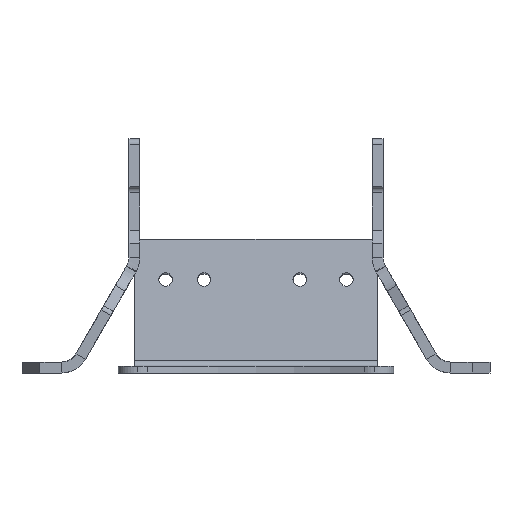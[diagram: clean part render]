
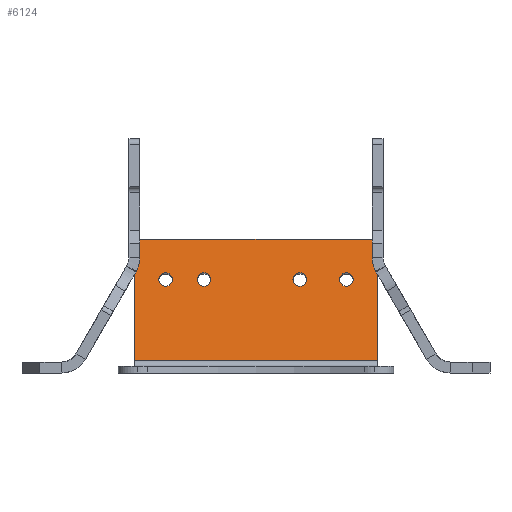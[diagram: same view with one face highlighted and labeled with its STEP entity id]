
A CAD part, left-side view. The second image highlights one B-rep face of the part: STEP entity #6124.
In plain terms, the highlighted planar face has unit normal (-0.985, 0, 0.174).
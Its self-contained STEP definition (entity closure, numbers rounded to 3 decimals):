
#85 = CARTESIAN_POINT ( 'NONE',  ( 116.171, 107.91, 34.11 ) ) ;
#106 = EDGE_CURVE ( 'NONE', #1196, #4824, #2735, .T. ) ;
#148 = FACE_BOUND ( 'NONE', #3715, .T. ) ;
#154 = EDGE_CURVE ( 'NONE', #2036, #5129, #191, .T. ) ;
#157 = CARTESIAN_POINT ( 'NONE',  ( 110.962, 44.41, 4.566 ) ) ;
#191 = CIRCLE ( 'NONE', #1014, 2.5 ) ;
#216 = DIRECTION ( 'NONE',  ( 0.985, 0., -0.174 ) ) ;
#312 = CARTESIAN_POINT ( 'NONE',  ( 118.776, 133.41, 48.882 ) ) ;
#319 = DIRECTION ( 'NONE',  ( -0.174, 0., -0.985 ) ) ;
#387 = CARTESIAN_POINT ( 'NONE',  ( 116.606, 72.91, 36.572 ) ) ;
#441 = AXIS2_PLACEMENT_3D ( 'NONE', #1803, #4654, #3740 ) ;
#513 = CARTESIAN_POINT ( 'NONE',  ( 116.171, 121.91, 34.11 ) ) ;
#561 = CIRCLE ( 'NONE', #3448, 2.5 ) ;
#565 = CIRCLE ( 'NONE', #2442, 2.5 ) ;
#615 = EDGE_CURVE ( 'NONE', #1471, #1064, #2398, .T. ) ;
#667 = VERTEX_POINT ( 'NONE', #820 ) ;
#759 = DIRECTION ( 'NONE',  ( -0.174, 0., -0.985 ) ) ;
#762 = DIRECTION ( 'NONE',  ( -0.174, 0., -0.985 ) ) ;
#766 = AXIS2_PLACEMENT_3D ( 'NONE', #85, #2939, #3905 ) ;
#783 = CARTESIAN_POINT ( 'NONE',  ( 118.776, 44.41, 48.882 ) ) ;
#805 = CARTESIAN_POINT ( 'NONE',  ( 116.171, 55.91, 34.11 ) ) ;
#820 = CARTESIAN_POINT ( 'NONE',  ( 118.776, 46.91, 48.882 ) ) ;
#864 = EDGE_LOOP ( 'NONE', ( #1890, #4578 ) ) ;
#905 = CARTESIAN_POINT ( 'NONE',  ( 116.606, 107.91, 36.572 ) ) ;
#997 = ORIENTED_EDGE ( 'NONE', *, *, #615, .T. ) ;
#1014 = AXIS2_PLACEMENT_3D ( 'NONE', #805, #3659, #319 ) ;
#1064 = VERTEX_POINT ( 'NONE', #157 ) ;
#1104 = CARTESIAN_POINT ( 'NONE',  ( 116.606, 55.91, 36.572 ) ) ;
#1113 = FACE_OUTER_BOUND ( 'NONE', #4079, .T. ) ;
#1114 = DIRECTION ( 'NONE',  ( 0.985, 0., -0.174 ) ) ;
#1159 = DIRECTION ( 'NONE',  ( -0.985, 0., 0.174 ) ) ;
#1176 = VERTEX_POINT ( 'NONE', #5075 ) ;
#1183 = EDGE_CURVE ( 'NONE', #2921, #1064, #1208, .T. ) ;
#1196 = VERTEX_POINT ( 'NONE', #387 ) ;
#1208 = LINE ( 'NONE', #783, #3593 ) ;
#1244 = CARTESIAN_POINT ( 'NONE',  ( 116.171, 72.91, 34.11 ) ) ;
#1268 = CIRCLE ( 'NONE', #5163, 2.5 ) ;
#1273 = ORIENTED_EDGE ( 'NONE', *, *, #3259, .T. ) ;
#1471 = VERTEX_POINT ( 'NONE', #4872 ) ;
#1474 = CARTESIAN_POINT ( 'NONE',  ( 116.606, 121.91, 36.572 ) ) ;
#1565 = FACE_BOUND ( 'NONE', #1687, .T. ) ;
#1594 = DIRECTION ( 'NONE',  ( -0.174, 0., -0.985 ) ) ;
#1596 = CARTESIAN_POINT ( 'NONE',  ( 118.342, 44.41, 46.42 ) ) ;
#1600 = VERTEX_POINT ( 'NONE', #3427 ) ;
#1618 = CARTESIAN_POINT ( 'NONE',  ( 118.776, 133.41, 48.882 ) ) ;
#1657 = AXIS2_PLACEMENT_3D ( 'NONE', #1244, #4092, #759 ) ;
#1687 = EDGE_LOOP ( 'NONE', ( #5498, #1273 ) ) ;
#1709 = EDGE_CURVE ( 'NONE', #2921, #667, #6123, .T. ) ;
#1775 = VECTOR ( 'NONE', #2483, 1000. ) ;
#1803 = CARTESIAN_POINT ( 'NONE',  ( 116.171, 55.91, 34.11 ) ) ;
#1864 = ORIENTED_EDGE ( 'NONE', *, *, #154, .T. ) ;
#1883 = EDGE_CURVE ( 'NONE', #5459, #667, #3077, .T. ) ;
#1890 = ORIENTED_EDGE ( 'NONE', *, *, #2399, .T. ) ;
#1964 = EDGE_CURVE ( 'NONE', #1176, #4547, #3222, .T. ) ;
#2036 = VERTEX_POINT ( 'NONE', #1104 ) ;
#2069 = ORIENTED_EDGE ( 'NONE', *, *, #1183, .F. ) ;
#2112 = DIRECTION ( 'NONE',  ( -0.174, 0., -0.985 ) ) ;
#2236 = DIRECTION ( 'NONE',  ( 0.985, 0., -0.174 ) ) ;
#2293 = ORIENTED_EDGE ( 'NONE', *, *, #1964, .T. ) ;
#2367 = DIRECTION ( 'NONE',  ( -0.985, 0., 0.174 ) ) ;
#2398 = LINE ( 'NONE', #5487, #2546 ) ;
#2399 = EDGE_CURVE ( 'NONE', #4824, #1196, #561, .T. ) ;
#2442 = AXIS2_PLACEMENT_3D ( 'NONE', #513, #1114, #1594 ) ;
#2483 = DIRECTION ( 'NONE',  ( -0.174, 0., -0.985 ) ) ;
#2530 = CARTESIAN_POINT ( 'NONE',  ( 116.171, 72.91, 34.11 ) ) ;
#2546 = VECTOR ( 'NONE', #4507, 1000. ) ;
#2691 = FACE_BOUND ( 'NONE', #864, .T. ) ;
#2722 = CARTESIAN_POINT ( 'NONE',  ( 118.776, 133.41, 48.882 ) ) ;
#2735 = CIRCLE ( 'NONE', #1657, 2.5 ) ;
#2736 = DIRECTION ( 'NONE',  ( -0.174, 0., -0.985 ) ) ;
#2764 = ORIENTED_EDGE ( 'NONE', *, *, #3605, .T. ) ;
#2836 = CIRCLE ( 'NONE', #5495, 2.5 ) ;
#2849 = DIRECTION ( 'NONE',  ( -0.174, 0., -0.985 ) ) ;
#2921 = VERTEX_POINT ( 'NONE', #1596 ) ;
#2939 = DIRECTION ( 'NONE',  ( 0.985, 0., -0.174 ) ) ;
#3007 = DIRECTION ( 'NONE',  ( -0.174, 0., -0.985 ) ) ;
#3017 = EDGE_CURVE ( 'NONE', #4877, #1471, #4318, .T. ) ;
#3067 = CARTESIAN_POINT ( 'NONE',  ( 116.171, 107.91, 34.11 ) ) ;
#3077 = LINE ( 'NONE', #312, #5772 ) ;
#3091 = AXIS2_PLACEMENT_3D ( 'NONE', #4014, #1159, #2736 ) ;
#3140 = ORIENTED_EDGE ( 'NONE', *, *, #3017, .T. ) ;
#3222 = CIRCLE ( 'NONE', #5923, 2.5 ) ;
#3248 = EDGE_CURVE ( 'NONE', #5459, #4877, #1268, .T. ) ;
#3259 = EDGE_CURVE ( 'NONE', #5504, #1600, #2836, .T. ) ;
#3328 = CARTESIAN_POINT ( 'NONE',  ( 118.342, 133.41, 46.42 ) ) ;
#3427 = CARTESIAN_POINT ( 'NONE',  ( 115.737, 121.91, 31.648 ) ) ;
#3448 = AXIS2_PLACEMENT_3D ( 'NONE', #2530, #5864, #3007 ) ;
#3450 = DIRECTION ( 'NONE',  ( -0.174, 0., -0.985 ) ) ;
#3557 = ORIENTED_EDGE ( 'NONE', *, *, #5284, .T. ) ;
#3593 = VECTOR ( 'NONE', #762, 1000. ) ;
#3605 = EDGE_CURVE ( 'NONE', #4547, #1176, #3612, .T. ) ;
#3612 = CIRCLE ( 'NONE', #766, 2.5 ) ;
#3659 = DIRECTION ( 'NONE',  ( 0.985, 0., -0.174 ) ) ;
#3691 = ORIENTED_EDGE ( 'NONE', *, *, #1709, .T. ) ;
#3715 = EDGE_LOOP ( 'NONE', ( #2293, #2764 ) ) ;
#3740 = DIRECTION ( 'NONE',  ( -0.174, 0., -0.985 ) ) ;
#3807 = FACE_BOUND ( 'NONE', #4299, .T. ) ;
#3905 = DIRECTION ( 'NONE',  ( -0.174, 0., -0.985 ) ) ;
#3930 = DIRECTION ( 'NONE',  ( 0.985, 0., -0.174 ) ) ;
#4014 = CARTESIAN_POINT ( 'NONE',  ( 118.342, 46.91, 46.42 ) ) ;
#4079 = EDGE_LOOP ( 'NONE', ( #5959, #5647, #3140, #997, #2069, #3691 ) ) ;
#4092 = DIRECTION ( 'NONE',  ( 0.985, 0., -0.174 ) ) ;
#4256 = EDGE_CURVE ( 'NONE', #1600, #5504, #565, .T. ) ;
#4299 = EDGE_LOOP ( 'NONE', ( #3557, #1864 ) ) ;
#4318 = LINE ( 'NONE', #1618, #1775 ) ;
#4414 = CARTESIAN_POINT ( 'NONE',  ( 116.171, 121.91, 34.11 ) ) ;
#4453 = CARTESIAN_POINT ( 'NONE',  ( 115.737, 72.91, 31.648 ) ) ;
#4507 = DIRECTION ( 'NONE',  ( 0., -1., 0. ) ) ;
#4547 = VERTEX_POINT ( 'NONE', #905 ) ;
#4578 = ORIENTED_EDGE ( 'NONE', *, *, #106, .T. ) ;
#4654 = DIRECTION ( 'NONE',  ( 0.985, 0., -0.174 ) ) ;
#4824 = VERTEX_POINT ( 'NONE', #4453 ) ;
#4872 = CARTESIAN_POINT ( 'NONE',  ( 110.962, 133.41, 4.566 ) ) ;
#4877 = VERTEX_POINT ( 'NONE', #3328 ) ;
#5003 = AXIS2_PLACEMENT_3D ( 'NONE', #2722, #2236, #5086 ) ;
#5075 = CARTESIAN_POINT ( 'NONE',  ( 115.737, 107.91, 31.648 ) ) ;
#5086 = DIRECTION ( 'NONE',  ( -0.174, 0., -0.985 ) ) ;
#5129 = VERTEX_POINT ( 'NONE', #6100 ) ;
#5163 = AXIS2_PLACEMENT_3D ( 'NONE', #5711, #2367, #2849 ) ;
#5284 = EDGE_CURVE ( 'NONE', #5129, #2036, #5882, .T. ) ;
#5459 = VERTEX_POINT ( 'NONE', #5832 ) ;
#5487 = CARTESIAN_POINT ( 'NONE',  ( 110.962, 133.41, 4.566 ) ) ;
#5495 = AXIS2_PLACEMENT_3D ( 'NONE', #4414, #3930, #3450 ) ;
#5498 = ORIENTED_EDGE ( 'NONE', *, *, #4256, .T. ) ;
#5504 = VERTEX_POINT ( 'NONE', #1474 ) ;
#5561 = DIRECTION ( 'NONE',  ( 0., -1., 0. ) ) ;
#5647 = ORIENTED_EDGE ( 'NONE', *, *, #3248, .T. ) ;
#5711 = CARTESIAN_POINT ( 'NONE',  ( 118.342, 130.91, 46.42 ) ) ;
#5772 = VECTOR ( 'NONE', #5561, 1000. ) ;
#5832 = CARTESIAN_POINT ( 'NONE',  ( 118.776, 130.91, 48.882 ) ) ;
#5864 = DIRECTION ( 'NONE',  ( 0.985, 0., -0.174 ) ) ;
#5882 = CIRCLE ( 'NONE', #441, 2.5 ) ;
#5923 = AXIS2_PLACEMENT_3D ( 'NONE', #3067, #216, #2112 ) ;
#5959 = ORIENTED_EDGE ( 'NONE', *, *, #1883, .F. ) ;
#6050 = PLANE ( 'NONE',  #5003 ) ;
#6100 = CARTESIAN_POINT ( 'NONE',  ( 115.737, 55.91, 31.648 ) ) ;
#6123 = CIRCLE ( 'NONE', #3091, 2.5 ) ;
#6124 = ADVANCED_FACE ( 'NONE', ( #2691, #148, #3807, #1565, #1113 ), #6050, .F. ) ;
